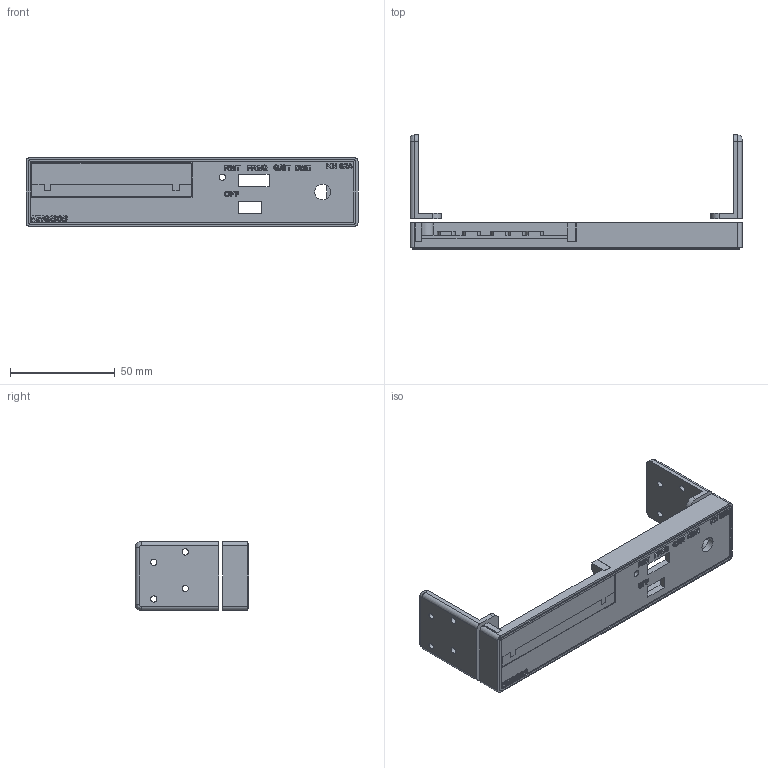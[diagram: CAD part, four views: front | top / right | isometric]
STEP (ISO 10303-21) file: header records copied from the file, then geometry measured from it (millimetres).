
FILE_DESCRIPTION(/* description */ (''),/* implementation_level */ '2;1');
FILE_NAME(/* name */ 'KN 62A DME CAD v49.step',/* time_stamp */ '2025-05-17T15:09:38-06:00',/* author */ (''),/* organization */ (''),/* preprocessor_version */ 'ST-DEVELOPER v20.1',/* originating_system */ 'Autodesk Translation Framework v14.4.0.0',/* authorisation */ '');
FILE_SCHEMA (('AUTOMOTIVE_DESIGN { 1 0 10303 214 3 1 1 }'));
Length unit declared in the file: millimetre
Products named in the file (10): KN 62A DME CAD; Faceplate; Text; Electronics; Backing; Acrylic; Lil Masked Bandit (Acrylic); Lil Bezel; Tint; PCB
Assembly tree (9 placements, depth 3):
  KN 62A DME CAD
    Faceplate
      Text
    Electronics
    Backing
    Acrylic
    Lil Masked Bandit (Acrylic)
    Lil Bezel
    Tint
    PCB
Bounding box: 158.75 x 54.5 x 33.02 mm (x, y, z)
Volume: 35976.2 mm3; surface area: 34185.1 mm2
Topology: 38 solids, 38 shells, 751 faces, 2006 edges, 1332 vertices
Faces by surface type: plane 424, bspline 262, cylinder 65
Full cylindrical faces by diameter (mm): 3 x9, 3.25 x4, 3.75 x3, 5.5 x5, 7.5 x1
Entity records: 26049 total; most frequent: CARTESIAN_POINT 8527, ORIENTED_EDGE 4012, DIRECTION 2644, EDGE_CURVE 2006, LINE 1354, VECTOR 1354, VERTEX_POINT 1332, EDGE_LOOP 823
